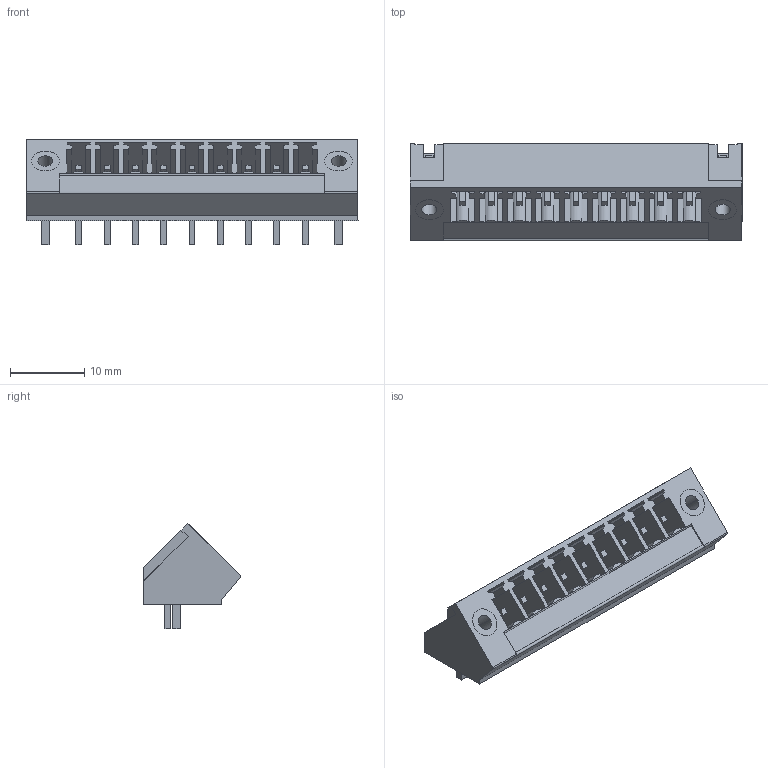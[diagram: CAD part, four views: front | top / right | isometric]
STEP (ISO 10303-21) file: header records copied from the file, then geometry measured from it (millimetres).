
FILE_DESCRIPTION(('CATIA V5 STEP Exchange','CAx-IF Rec.Pracs.--- Model Styling and Organization---1.2---2011-12-15'),'2;1');
FILE_NAME ('D1461003_0', '2018-04-23T10:15:31+00:00', ('none'), ('Weidmueller'), 'CATIA Version 5-6 Release 2014', 'CATIA V5 STEP AP214', 'none');
FILE_SCHEMA(('AUTOMOTIVE_DESIGN { 1 0 10303 214 1 1 1 1 }'));
Length unit declared in the file: millimetre
Products named in the file (1): 1978150000
Bounding box: 44.68 x 13.1 x 14.2 mm (x, y, z)
Volume: 2150.9 mm3; surface area: 5208.4 mm2
Topology: 14 solids, 14 shells, 487 faces, 1364 edges, 914 vertices
Faces by surface type: plane 434, cylinder 53
Entity records: 15166 total; most frequent: ORIENTED_EDGE 2728, CARTESIAN_POINT 2673, DIRECTION 2067, EDGE_CURVE 1364, VECTOR 1258, LINE 1258, VERTEX_POINT 914, EDGE_LOOP 526
